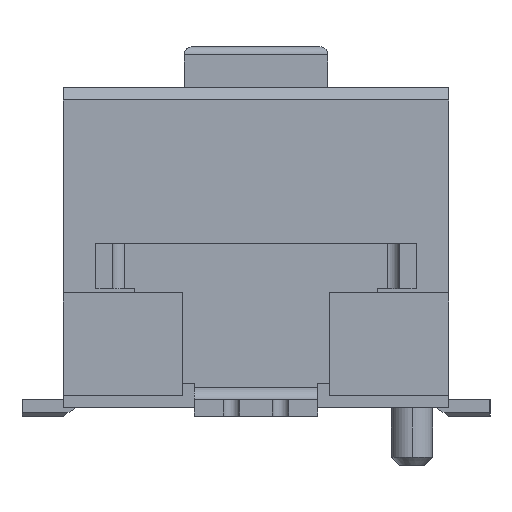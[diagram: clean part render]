
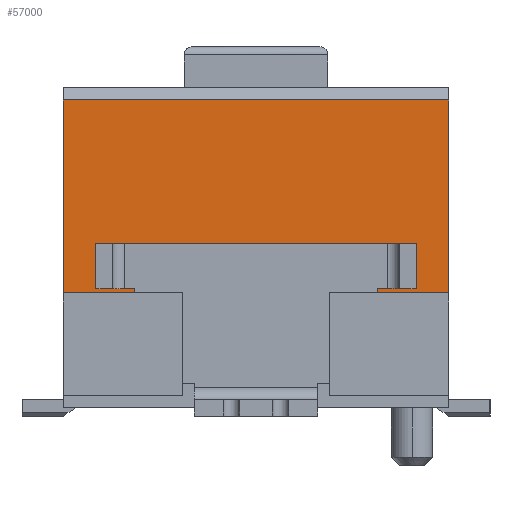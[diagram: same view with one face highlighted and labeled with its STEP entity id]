
A CAD part, left-side view. The second image highlights one B-rep face of the part: STEP entity #57000.
In plain terms, the highlighted planar face has unit normal (-1, 0, 0).
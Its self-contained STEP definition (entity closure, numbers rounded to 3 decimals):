
#17470=CARTESIAN_POINT('',(-9.1,1.5,1.4));
#17480=VERTEX_POINT('',#17470);
#17510=CARTESIAN_POINT('',(-9.1,1.5,0.));
#17520=DIRECTION('',(0.,0.,-1.));
#17530=VECTOR('',#17520,1.);
#17540=LINE('',#17510,#17530);
#17550=CARTESIAN_POINT('',(-9.1,1.5,0.6));
#17560=VERTEX_POINT('',#17550);
#17570=EDGE_CURVE('',#17480,#17560,#17540,.T.);
#22550=CARTESIAN_POINT('',(-9.1,0.,0.6));
#22560=DIRECTION('',(0.,1.,0.));
#22570=VECTOR('',#22560,1.);
#22580=LINE('',#22550,#22570);
#22590=CARTESIAN_POINT('',(-9.1,1.475,0.6));
#22600=VERTEX_POINT('',#22590);
#22610=EDGE_CURVE('',#22600,#17560,#22580,.T.);
#33180=CARTESIAN_POINT('',(-9.1,1.6,1.5));
#33190=VERTEX_POINT('',#33180);
#33240=CARTESIAN_POINT('',(-9.1,0.,-0.1));
#33250=DIRECTION('',(0.,-0.707,-0.707));
#33260=VECTOR('',#33250,1.);
#33270=LINE('',#33240,#33260);
#33280=EDGE_CURVE('',#33190,#17480,#33270,.T.);
#39530=CARTESIAN_POINT('',(-9.1,-1.475,1.55));
#39540=VERTEX_POINT('',#39530);
#39570=CARTESIAN_POINT('',(-9.1,-1.475,0.));
#39580=DIRECTION('',(0.,0.,-1.));
#39590=VECTOR('',#39580,1.);
#39600=LINE('',#39570,#39590);
#39610=CARTESIAN_POINT('',(-9.1,-1.475,0.6));
#39620=VERTEX_POINT('',#39610);
#39630=EDGE_CURVE('',#39540,#39620,#39600,.T.);
#40820=CARTESIAN_POINT('',(-9.1,1.475,0.));
#40830=DIRECTION('',(0.,0.,-1.));
#40840=VECTOR('',#40830,1.);
#40850=LINE('',#40820,#40840);
#40860=CARTESIAN_POINT('',(-9.1,1.475,1.55));
#40870=VERTEX_POINT('',#40860);
#40880=EDGE_CURVE('',#40870,#22600,#40850,.T.);
#43170=CARTESIAN_POINT('',(-9.1,-1.65,2.1));
#43180=VERTEX_POINT('',#43170);
#43210=CARTESIAN_POINT('',(-9.1,-1.65,1.724));
#43220=DIRECTION('',(0.,0.,1.));
#43230=VECTOR('',#43220,1.);
#43240=LINE('',#43210,#43230);
#43250=CARTESIAN_POINT('',(-9.1,-1.65,1.55));
#43260=VERTEX_POINT('',#43250);
#43270=EDGE_CURVE('',#43260,#43180,#43240,.T.);
#55970=CARTESIAN_POINT('',(-9.1,2.518,-0.044));
#55980=DIRECTION('',(-1.,0.,0.));
#55990=DIRECTION('',(0.,1.,0.));
#56000=AXIS2_PLACEMENT_3D('',#55970,#55980,#55990);
#56010=PLANE('',#56000);
#56020=ORIENTED_EDGE('',*,*,#43270,.F.);
#56030=CARTESIAN_POINT('',(-9.1,0.,2.1));
#56040=DIRECTION('',(0.,-1.,0.));
#56050=VECTOR('',#56040,1.);
#56060=LINE('',#56030,#56050);
#56070=CARTESIAN_POINT('',(-9.1,1.65,2.1));
#56080=VERTEX_POINT('',#56070);
#56090=EDGE_CURVE('',#56080,#43180,#56060,.T.);
#56100=ORIENTED_EDGE('',*,*,#56090,.T.);
#56110=CARTESIAN_POINT('',(-9.1,1.65,0.122));
#56120=DIRECTION('',(0.,0.,1.));
#56130=VECTOR('',#56120,1.);
#56140=LINE('',#56110,#56130);
#56150=CARTESIAN_POINT('',(-9.1,1.65,1.55));
#56160=VERTEX_POINT('',#56150);
#56170=EDGE_CURVE('',#56160,#56080,#56140,.T.);
#56180=ORIENTED_EDGE('',*,*,#56170,.T.);
#56190=CARTESIAN_POINT('',(-9.1,0.,1.55));
#56200=DIRECTION('',(0.,-1.,0.));
#56210=VECTOR('',#56200,1.);
#56220=LINE('',#56190,#56210);
#56230=EDGE_CURVE('',#56160,#40870,#56220,.T.);
#56240=ORIENTED_EDGE('',*,*,#56230,.F.);
#56250=ORIENTED_EDGE('',*,*,#40880,.F.);
#56260=ORIENTED_EDGE('',*,*,#22610,.F.);
#56270=ORIENTED_EDGE('',*,*,#17570,.T.);
#56280=ORIENTED_EDGE('',*,*,#33280,.T.);
#56290=CARTESIAN_POINT('',(-9.1,0.,1.5));
#56300=DIRECTION('',(0.,-1.,0.));
#56310=VECTOR('',#56300,1.);
#56320=LINE('',#56290,#56310);
#56330=CARTESIAN_POINT('',(-9.1,2.35,1.5));
#56340=VERTEX_POINT('',#56330);
#56350=EDGE_CURVE('',#56340,#33190,#56320,.T.);
#56360=ORIENTED_EDGE('',*,*,#56350,.T.);
#56370=CARTESIAN_POINT('',(-9.1,2.35,0.));
#56380=DIRECTION('',(0.,0.,-1.));
#56390=VECTOR('',#56380,1.);
#56400=LINE('',#56370,#56390);
#56410=CARTESIAN_POINT('',(-9.1,2.35,3.85));
#56420=VERTEX_POINT('',#56410);
#56430=EDGE_CURVE('',#56420,#56340,#56400,.T.);
#56440=ORIENTED_EDGE('',*,*,#56430,.T.);
#56450=CARTESIAN_POINT('',(-9.1,0.,3.85));
#56460=DIRECTION('',(0.,1.,0.));
#56470=VECTOR('',#56460,1.);
#56480=LINE('',#56450,#56470);
#56490=CARTESIAN_POINT('',(-9.1,-2.35,3.85));
#56500=VERTEX_POINT('',#56490);
#56510=EDGE_CURVE('',#56500,#56420,#56480,.T.);
#56520=ORIENTED_EDGE('',*,*,#56510,.T.);
#56530=CARTESIAN_POINT('',(-9.1,-2.35,0.));
#56540=DIRECTION('',(0.,0.,-1.));
#56550=VECTOR('',#56540,1.);
#56560=LINE('',#56530,#56550);
#56570=CARTESIAN_POINT('',(-9.1,-2.35,1.5));
#56580=VERTEX_POINT('',#56570);
#56590=EDGE_CURVE('',#56500,#56580,#56560,.T.);
#56600=ORIENTED_EDGE('',*,*,#56590,.F.);
#56610=CARTESIAN_POINT('',(-9.1,0.,1.5));
#56620=DIRECTION('',(0.,-1.,0.));
#56630=VECTOR('',#56620,1.);
#56640=LINE('',#56610,#56630);
#56650=CARTESIAN_POINT('',(-9.1,-1.6,1.5));
#56660=VERTEX_POINT('',#56650);
#56670=EDGE_CURVE('',#56660,#56580,#56640,.T.);
#56680=ORIENTED_EDGE('',*,*,#56670,.T.);
#56690=CARTESIAN_POINT('',(-9.1,-0.1,0.));
#56700=DIRECTION('',(0.,-0.707,0.707));
#56710=VECTOR('',#56700,1.);
#56720=LINE('',#56690,#56710);
#56730=CARTESIAN_POINT('',(-9.1,-1.5,1.4));
#56740=VERTEX_POINT('',#56730);
#56750=EDGE_CURVE('',#56740,#56660,#56720,.T.);
#56760=ORIENTED_EDGE('',*,*,#56750,.T.);
#56770=CARTESIAN_POINT('',(-9.1,-1.5,0.));
#56780=DIRECTION('',(0.,0.,1.));
#56790=VECTOR('',#56780,1.);
#56800=LINE('',#56770,#56790);
#56810=CARTESIAN_POINT('',(-9.1,-1.5,0.6));
#56820=VERTEX_POINT('',#56810);
#56830=EDGE_CURVE('',#56820,#56740,#56800,.T.);
#56840=ORIENTED_EDGE('',*,*,#56830,.T.);
#56850=CARTESIAN_POINT('',(-9.1,0.,0.6));
#56860=DIRECTION('',(0.,-1.,0.));
#56870=VECTOR('',#56860,1.);
#56880=LINE('',#56850,#56870);
#56890=EDGE_CURVE('',#39620,#56820,#56880,.T.);
#56900=ORIENTED_EDGE('',*,*,#56890,.T.);
#56910=ORIENTED_EDGE('',*,*,#39630,.T.);
#56920=CARTESIAN_POINT('',(-9.1,0.,1.55));
#56930=DIRECTION('',(0.,1.,0.));
#56940=VECTOR('',#56930,1.);
#56950=LINE('',#56920,#56940);
#56960=EDGE_CURVE('',#43260,#39540,#56950,.T.);
#56970=ORIENTED_EDGE('',*,*,#56960,.T.);
#56980=EDGE_LOOP('',(#56970,#56910,#56900,#56840,#56760,#56680,#56600,
#56520,#56440,#56360,#56280,#56270,#56260,#56250,#56240,#56180,#56100,
#56020));
#56990=FACE_OUTER_BOUND('',#56980,.T.);
#57000=ADVANCED_FACE('',(#56990),#56010,.T.);
